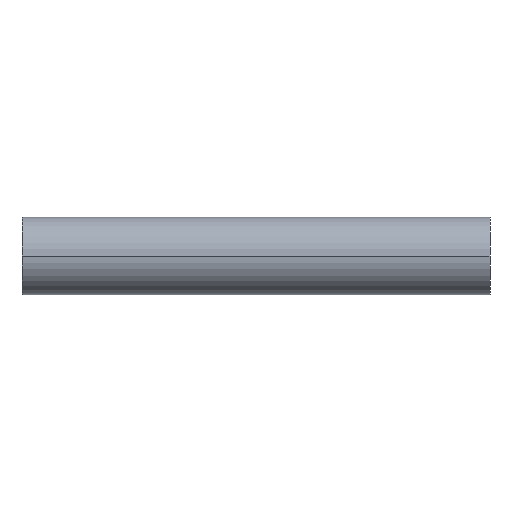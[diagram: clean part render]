
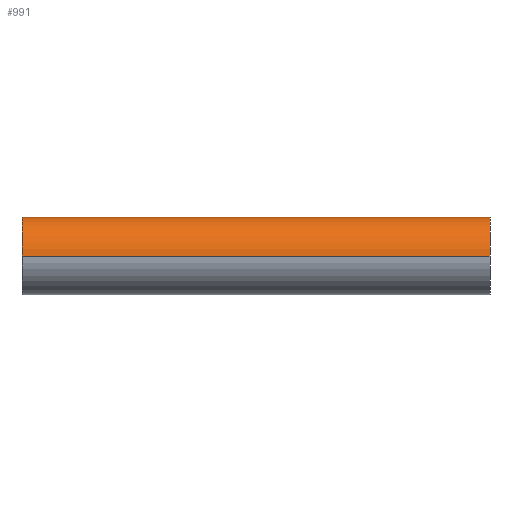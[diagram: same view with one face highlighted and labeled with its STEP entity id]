
A CAD part, front view. The second image highlights one B-rep face of the part: STEP entity #991.
In plain terms, the highlighted cylindrical face has radius 1 mm (diameter 2 mm), a partial arc.
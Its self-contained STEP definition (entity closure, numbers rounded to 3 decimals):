
#23 = CARTESIAN_POINT ( 'NONE',  ( -6., -13., 1. ) ) ;
#36 = VERTEX_POINT ( 'NONE', #23 ) ;
#107 = CYLINDRICAL_SURFACE ( 'NONE', #1198, 1. ) ;
#225 = CARTESIAN_POINT ( 'NONE',  ( 6., -13., 0. ) ) ;
#362 = DIRECTION ( 'NONE',  ( 1., 0., 0. ) ) ;
#391 = ORIENTED_EDGE ( 'NONE', *, *, #2174, .F. ) ;
#410 = CARTESIAN_POINT ( 'NONE',  ( 0., -13., 0. ) ) ;
#416 = DIRECTION ( 'NONE',  ( 1., 0., 0. ) ) ;
#441 = EDGE_CURVE ( 'NONE', #1767, #1967, #3261, .T. ) ;
#658 = FACE_OUTER_BOUND ( 'NONE', #3163, .T. ) ;
#687 = DIRECTION ( 'NONE',  ( -1., 0., 0. ) ) ;
#979 = VECTOR ( 'NONE', #362, 1000. ) ;
#991 = ADVANCED_FACE ( 'NONE', ( #658 ), #107, .T. ) ;
#1038 = CIRCLE ( 'NONE', #1094, 1. ) ;
#1063 = CARTESIAN_POINT ( 'NONE',  ( -6., -14., 0. ) ) ;
#1094 = AXIS2_PLACEMENT_3D ( 'NONE', #3407, #2460, #1929 ) ;
#1154 = EDGE_CURVE ( 'NONE', #36, #1856, #1678, .T. ) ;
#1198 = AXIS2_PLACEMENT_3D ( 'NONE', #410, #687, #2207 ) ;
#1221 = DIRECTION ( 'NONE',  ( 0., -1., 0. ) ) ;
#1230 = EDGE_CURVE ( 'NONE', #1967, #36, #1038, .T. ) ;
#1474 = CARTESIAN_POINT ( 'NONE',  ( -6., -14., 0. ) ) ;
#1545 = CIRCLE ( 'NONE', #2422, 1. ) ;
#1678 = LINE ( 'NONE', #2725, #979 ) ;
#1710 = ORIENTED_EDGE ( 'NONE', *, *, #1230, .F. ) ;
#1767 = VERTEX_POINT ( 'NONE', #1789 ) ;
#1789 = CARTESIAN_POINT ( 'NONE',  ( 6., -14., 0. ) ) ;
#1856 = VERTEX_POINT ( 'NONE', #2826 ) ;
#1888 = ORIENTED_EDGE ( 'NONE', *, *, #1154, .F. ) ;
#1929 = DIRECTION ( 'NONE',  ( 0., 1., 0. ) ) ;
#1967 = VERTEX_POINT ( 'NONE', #1063 ) ;
#2174 = EDGE_CURVE ( 'NONE', #1856, #1767, #1545, .T. ) ;
#2207 = DIRECTION ( 'NONE',  ( 0., 0., 1. ) ) ;
#2422 = AXIS2_PLACEMENT_3D ( 'NONE', #225, #416, #1221 ) ;
#2460 = DIRECTION ( 'NONE',  ( -1., 0., 0. ) ) ;
#2725 = CARTESIAN_POINT ( 'NONE',  ( 6., -13., 1. ) ) ;
#2826 = CARTESIAN_POINT ( 'NONE',  ( 6., -13., 1. ) ) ;
#3008 = ORIENTED_EDGE ( 'NONE', *, *, #441, .F. ) ;
#3163 = EDGE_LOOP ( 'NONE', ( #1888, #1710, #3008, #391 ) ) ;
#3261 = LINE ( 'NONE', #1474, #3285 ) ;
#3275 = DIRECTION ( 'NONE',  ( -1., 0., 0. ) ) ;
#3285 = VECTOR ( 'NONE', #3275, 1000. ) ;
#3407 = CARTESIAN_POINT ( 'NONE',  ( -6., -13., 0. ) ) ;
